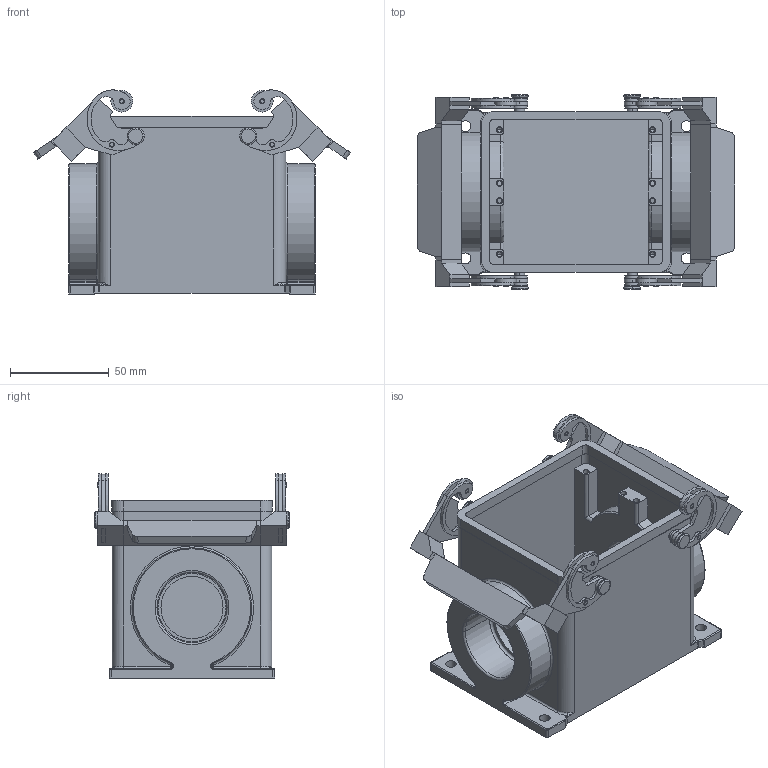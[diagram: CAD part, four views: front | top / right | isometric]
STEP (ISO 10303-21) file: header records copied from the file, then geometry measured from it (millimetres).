
FILE_DESCRIPTION(('Creo Elements/Direct Modeling STEP Export'),'2;1');
FILE_NAME('CHPT_32_6.stp','2013-01-14T11:20:25',(''),(''),'Creo Elements/Direct Modeling STEP processor for AP214 (Solid Model)','Creo Elements/Direct Modeling 18.0B 02-Dec-2011 (C) Parametric Technology GmbH','');
FILE_SCHEMA(('AUTOMOTIVE_DESIGN { 1 0 10303 214 1 1 1 1 }'));
Length unit declared in the file: millimetre
Products named in the file (1): CHP_32.29
Bounding box: 160.7 x 98.5 x 103.44 mm (x, y, z)
Volume: 14.2 mm3; surface area: 108506.9 mm2
Topology: 4 solids, 5 shells, 708 faces, 1852 edges, 1199 vertices
Faces by surface type: cylinder 303, plane 293, torus 82, bspline 12, cone 10, sphere 8
Entity records: 22016 total; most frequent: CARTESIAN_POINT 4622, DIRECTION 3707, ORIENTED_EDGE 3682, EDGE_CURVE 1841, AXIS2_PLACEMENT_3D 1426, VERTEX_POINT 1205, VECTOR 855, LINE 855
